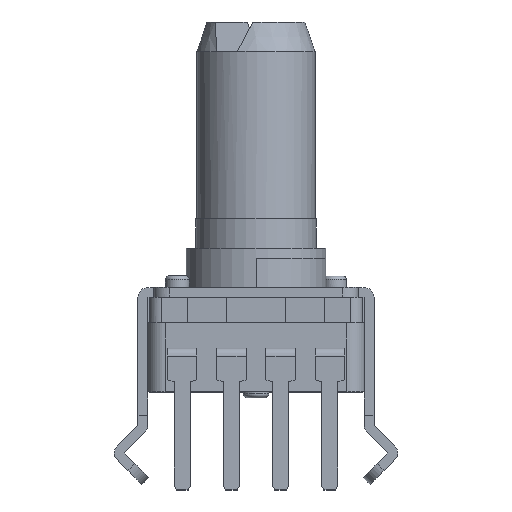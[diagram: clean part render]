
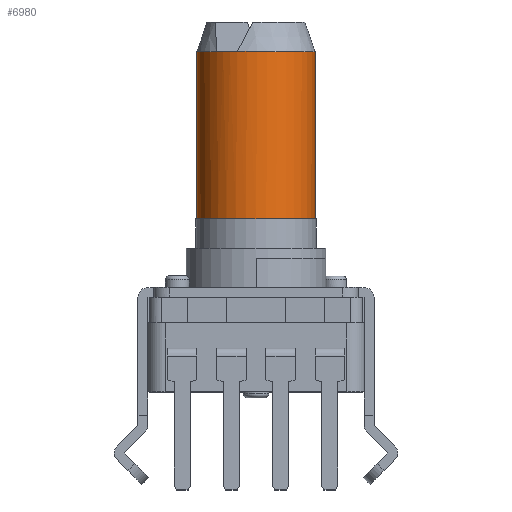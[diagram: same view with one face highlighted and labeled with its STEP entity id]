
A CAD part, top view. The second image highlights one B-rep face of the part: STEP entity #6980.
In plain terms, the highlighted cylindrical face has radius 3 mm (diameter 6 mm), a partial arc.
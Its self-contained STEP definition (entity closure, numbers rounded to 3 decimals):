
#2175=CARTESIAN_POINT('',(0.,8.8,0.));
#2176=DIRECTION('',(0.,1.,0.));
#2177=DIRECTION('',(-1.,0.,0.));
#2178=AXIS2_PLACEMENT_3D('',#2175,#2176,#2177);
#2185=CARTESIAN_POINT('',(0.,17.3,0.));
#2186=DIRECTION('',(0.,1.,0.));
#2187=DIRECTION('',(-1.,0.,0.));
#2188=AXIS2_PLACEMENT_3D('',#2185,#2186,#2187);
#2190=CARTESIAN_POINT('',(0.,17.3,0.));
#2191=DIRECTION('',(0.,-1.,0.));
#2192=DIRECTION('',(-0.317,0.,0.949));
#2193=AXIS2_PLACEMENT_3D('',#2190,#2191,#2192);
#2195=DIRECTION('',(0.,-1.,0.));
#2196=VECTOR('',#2195,5.5);
#2197=CARTESIAN_POINT('',(3.,17.3,0.));
#2198=LINE('',#2197,#2196);
#2199=DIRECTION('',(0.,-1.,0.));
#2200=VECTOR('',#2199,3.);
#2201=CARTESIAN_POINT('',(3.,11.8,0.));
#2202=LINE('',#2201,#2200);
#2203=DIRECTION('',(0.,1.,0.));
#2204=VECTOR('',#2203,8.5);
#2205=CARTESIAN_POINT('',(-3.,8.8,0.));
#2206=LINE('',#2205,#2204);
#2275=CARTESIAN_POINT('',(0.,17.3,
0.));
#2276=DIRECTION('',(0.,-1.,0.));
#2277=DIRECTION('',(1.,0.,0.));
#2278=AXIS2_PLACEMENT_3D('',#2275,#2276,#2277);
#3782=CARTESIAN_POINT('',(-3.,8.8,0.));
#3783=CARTESIAN_POINT('',(3.,8.8,0.));
#3784=VERTEX_POINT('',#3782);
#3785=VERTEX_POINT('',#3783);
#4039=CARTESIAN_POINT('',(3.,11.8,0.));
#4041=VERTEX_POINT('',#4039);
#4050=CARTESIAN_POINT('',(-3.,17.3,0.));
#4051=CARTESIAN_POINT('',(-1.989,17.3,2.246));
#4052=VERTEX_POINT('',#4050);
#4053=VERTEX_POINT('',#4051);
#4056=CARTESIAN_POINT('',(3.,17.3,0.));
#4058=VERTEX_POINT('',#4056);
#4066=CARTESIAN_POINT('',(-0.95,17.3,
2.846));
#4067=VERTEX_POINT('',#4066);
#6960=CARTESIAN_POINT('',(0.,14.55,0.));
#6961=DIRECTION('',(0.,-1.,0.));
#6962=DIRECTION('',(-1.,0.,0.));
#6963=AXIS2_PLACEMENT_3D('',#6960,#6961,#6962);
#6964=CYLINDRICAL_SURFACE('',#6963,3.);
#6966=ORIENTED_EDGE('',*,*,#6965,.T.);
#6968=ORIENTED_EDGE('',*,*,#6967,.F.);
#6970=ORIENTED_EDGE('',*,*,#6969,.F.);
#6972=ORIENTED_EDGE('',*,*,#6971,.T.);
#6974=ORIENTED_EDGE('',*,*,#6973,.T.);
#6975=ORIENTED_EDGE('',*,*,#6953,.F.);
#6977=ORIENTED_EDGE('',*,*,#6976,.T.);
#6978=EDGE_LOOP('',(#6966,#6968,#6970,#6972,#6974,#6975,#6977));
#6979=FACE_OUTER_BOUND('',#6978,.F.);
#6980=ADVANCED_FACE('',(#6979),#6964,.T.);
#2179=CIRCLE('',#2178,3.);
#2189=CIRCLE('',#2188,3.);
#2194=CIRCLE('',#2193,3.);
#2279=CIRCLE('',#2278,3.);
#6953=EDGE_CURVE('',#3784,#3785,#2179,.T.);
#6965=EDGE_CURVE('',#4052,#4053,#2189,.T.);
#6967=EDGE_CURVE('',#4067,#4053,#2194,.T.);
#6969=EDGE_CURVE('',#4058,#4067,#2279,.T.);
#6971=EDGE_CURVE('',#4058,#4041,#2198,.T.);
#6973=EDGE_CURVE('',#4041,#3785,#2202,.T.);
#6976=EDGE_CURVE('',#3784,#4052,#2206,.T.);
